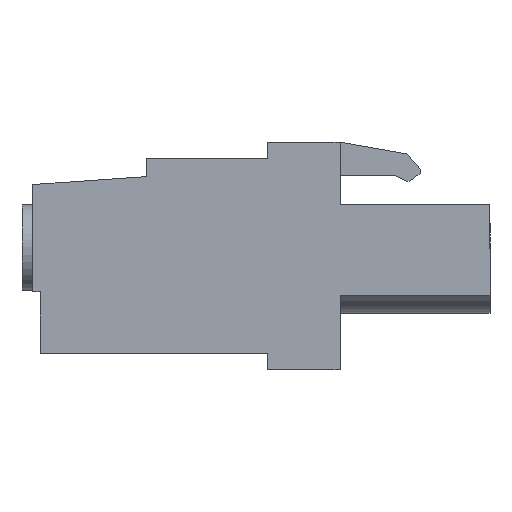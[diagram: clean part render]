
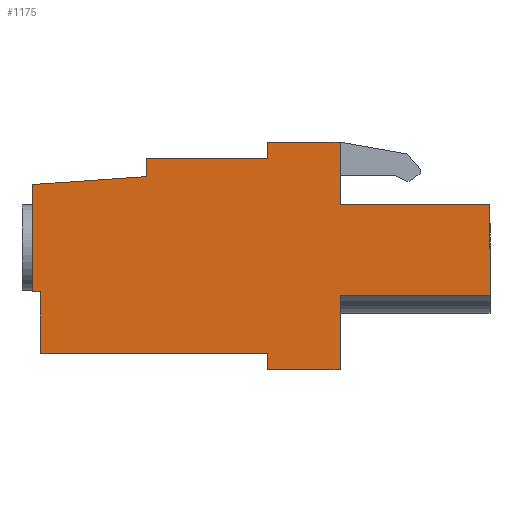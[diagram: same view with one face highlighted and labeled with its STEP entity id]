
A CAD part, left-side view. The second image highlights one B-rep face of the part: STEP entity #1175.
In plain terms, the highlighted planar face has unit normal (-1, 0, 0).
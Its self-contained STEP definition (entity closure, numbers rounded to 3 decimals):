
#2 = VECTOR ( 'NONE', #303, 1000. ) ;
#6 = DIRECTION ( 'NONE',  ( 0., 1., 0. ) ) ;
#14 = ORIENTED_EDGE ( 'NONE', *, *, #3955, .F. ) ;
#44 = EDGE_CURVE ( 'NONE', #3639, #4019, #1425, .T. ) ;
#94 = EDGE_CURVE ( 'NONE', #4060, #1705, #4016, .T. ) ;
#107 = CARTESIAN_POINT ( 'NONE',  ( 0., 16.6, -8.235 ) ) ;
#160 = DIRECTION ( 'NONE',  ( 0., 0., -1. ) ) ;
#165 = VECTOR ( 'NONE', #3205, 1000. ) ;
#185 = EDGE_CURVE ( 'NONE', #2603, #4166, #627, .T. ) ;
#192 = FACE_OUTER_BOUND ( 'NONE', #2005, .T. ) ;
#206 = CARTESIAN_POINT ( 'NONE',  ( 0., 4., 2.555 ) ) ;
#212 = LINE ( 'NONE', #647, #2 ) ;
#251 = VECTOR ( 'NONE', #3994, 1000. ) ;
#258 = DIRECTION ( 'NONE',  ( 0., -1., 0. ) ) ;
#292 = VERTEX_POINT ( 'NONE', #954 ) ;
#303 = DIRECTION ( 'NONE',  ( 0., -1., 0. ) ) ;
#344 = CARTESIAN_POINT ( 'NONE',  ( 0., 16.6, -8.235 ) ) ;
#369 = CARTESIAN_POINT ( 'NONE',  ( 0., 17., 1.115 ) ) ;
#421 = VECTOR ( 'NONE', #1534, 1000. ) ;
#499 = EDGE_CURVE ( 'NONE', #1937, #3102, #3668, .T. ) ;
#517 = CARTESIAN_POINT ( 'NONE',  ( 0., 0., 0. ) ) ;
#528 = VECTOR ( 'NONE', #258, 1000. ) ;
#557 = VECTOR ( 'NONE', #6, 1000. ) ;
#627 = LINE ( 'NONE', #1159, #1421 ) ;
#637 = CARTESIAN_POINT ( 'NONE',  ( 0., 4., -9.14 ) ) ;
#647 = CARTESIAN_POINT ( 'NONE',  ( 0., -8.3, 0. ) ) ;
#658 = DIRECTION ( 'NONE',  ( 0., 0., 1. ) ) ;
#800 = LINE ( 'NONE', #1673, #4164 ) ;
#902 = CARTESIAN_POINT ( 'NONE',  ( 0., 17., 1.115 ) ) ;
#922 = CARTESIAN_POINT ( 'NONE',  ( 0., 4., 3.46 ) ) ;
#954 = CARTESIAN_POINT ( 'NONE',  ( 0., 4., -9.14 ) ) ;
#956 = DIRECTION ( 'NONE',  ( 0., 0., 1. ) ) ;
#975 = DIRECTION ( 'NONE',  ( 0., 0., 1. ) ) ;
#1007 = ORIENTED_EDGE ( 'NONE', *, *, #1780, .F. ) ;
#1013 = EDGE_CURVE ( 'NONE', #1443, #1937, #4192, .T. ) ;
#1022 = VECTOR ( 'NONE', #2679, 1000. ) ;
#1023 = DIRECTION ( 'NONE',  ( 0., 1., 0. ) ) ;
#1129 = LINE ( 'NONE', #3328, #1022 ) ;
#1159 = CARTESIAN_POINT ( 'NONE',  ( 0., 16.6, -4.815 ) ) ;
#1175 = ADVANCED_FACE ( 'NONE', ( #192 ), #2915, .F. ) ;
#1180 = LINE ( 'NONE', #206, #165 ) ;
#1213 = VERTEX_POINT ( 'NONE', #3229 ) ;
#1241 = ORIENTED_EDGE ( 'NONE', *, *, #3304, .F. ) ;
#1300 = CARTESIAN_POINT ( 'NONE',  ( 0., 17., -4.815 ) ) ;
#1322 = DIRECTION ( 'NONE',  ( 0., 1., 0. ) ) ;
#1336 = LINE ( 'NONE', #637, #2231 ) ;
#1421 = VECTOR ( 'NONE', #2485, 1000. ) ;
#1425 = LINE ( 'NONE', #4112, #528 ) ;
#1437 = DIRECTION ( 'NONE',  ( 0., 1., 0. ) ) ;
#1443 = VERTEX_POINT ( 'NONE', #4006 ) ;
#1450 = LINE ( 'NONE', #107, #557 ) ;
#1534 = DIRECTION ( 'NONE',  ( 0., 0., -1. ) ) ;
#1541 = CARTESIAN_POINT ( 'NONE',  ( 0., 10.7, 2.555 ) ) ;
#1550 = ORIENTED_EDGE ( 'NONE', *, *, #4014, .F. ) ;
#1583 = ORIENTED_EDGE ( 'NONE', *, *, #185, .F. ) ;
#1592 = ORIENTED_EDGE ( 'NONE', *, *, #1013, .F. ) ;
#1632 = CARTESIAN_POINT ( 'NONE',  ( 0., 10.7, 2.555 ) ) ;
#1650 = AXIS2_PLACEMENT_3D ( 'NONE', #517, #3608, #3568 ) ;
#1652 = ORIENTED_EDGE ( 'NONE', *, *, #3529, .F. ) ;
#1673 = CARTESIAN_POINT ( 'NONE',  ( 0., 4., -8.235 ) ) ;
#1705 = VERTEX_POINT ( 'NONE', #1894 ) ;
#1764 = VERTEX_POINT ( 'NONE', #1541 ) ;
#1780 = EDGE_CURVE ( 'NONE', #4166, #1443, #3791, .T. ) ;
#1894 = CARTESIAN_POINT ( 'NONE',  ( 0., 0., -9.14 ) ) ;
#1920 = EDGE_CURVE ( 'NONE', #4158, #2603, #1450, .T. ) ;
#1937 = VERTEX_POINT ( 'NONE', #369 ) ;
#2005 = EDGE_LOOP ( 'NONE', ( #14, #1652, #3297, #3207, #1241, #2674, #4057, #1592, #1007, #1583, #2589, #2992, #2311, #4172, #1550, #3836 ) ) ;
#2087 = CARTESIAN_POINT ( 'NONE',  ( 0., 10.7, 1.555 ) ) ;
#2104 = CARTESIAN_POINT ( 'NONE',  ( 0., 4., 3.46 ) ) ;
#2122 = CARTESIAN_POINT ( 'NONE',  ( 0., 4., -8.235 ) ) ;
#2168 = VERTEX_POINT ( 'NONE', #3122 ) ;
#2231 = VECTOR ( 'NONE', #1322, 1000. ) ;
#2288 = CARTESIAN_POINT ( 'NONE',  ( 0., -8.3, 0. ) ) ;
#2299 = CARTESIAN_POINT ( 'NONE',  ( 0., -8.3, -5. ) ) ;
#2311 = ORIENTED_EDGE ( 'NONE', *, *, #3470, .F. ) ;
#2376 = CARTESIAN_POINT ( 'NONE',  ( 0., 0., -5. ) ) ;
#2393 = VECTOR ( 'NONE', #658, 1000. ) ;
#2465 = CARTESIAN_POINT ( 'NONE',  ( 0., 16.6, -4.815 ) ) ;
#2485 = DIRECTION ( 'NONE',  ( 0., 0., 1. ) ) ;
#2490 = VECTOR ( 'NONE', #1023, 1000. ) ;
#2510 = EDGE_CURVE ( 'NONE', #1213, #3639, #2685, .T. ) ;
#2531 = CARTESIAN_POINT ( 'NONE',  ( 0., -8.3, -5. ) ) ;
#2589 = ORIENTED_EDGE ( 'NONE', *, *, #1920, .F. ) ;
#2603 = VERTEX_POINT ( 'NONE', #344 ) ;
#2669 = CARTESIAN_POINT ( 'NONE',  ( 0., 0., 3.46 ) ) ;
#2674 = ORIENTED_EDGE ( 'NONE', *, *, #2917, .F. ) ;
#2679 = DIRECTION ( 'NONE',  ( 0., 0., -1. ) ) ;
#2685 = LINE ( 'NONE', #922, #3448 ) ;
#2709 = CARTESIAN_POINT ( 'NONE',  ( 0., 10.7, 1.555 ) ) ;
#2876 = CARTESIAN_POINT ( 'NONE',  ( 0., 0., -9.14 ) ) ;
#2915 = PLANE ( 'NONE',  #1650 ) ;
#2917 = EDGE_CURVE ( 'NONE', #3102, #1764, #3240, .T. ) ;
#2988 = CARTESIAN_POINT ( 'NONE',  ( 0., 0., -5. ) ) ;
#2992 = ORIENTED_EDGE ( 'NONE', *, *, #3984, .F. ) ;
#3102 = VERTEX_POINT ( 'NONE', #2709 ) ;
#3122 = CARTESIAN_POINT ( 'NONE',  ( 0., 0., 0. ) ) ;
#3205 = DIRECTION ( 'NONE',  ( 0., -1., 0. ) ) ;
#3207 = ORIENTED_EDGE ( 'NONE', *, *, #2510, .F. ) ;
#3216 = EDGE_CURVE ( 'NONE', #3872, #3901, #4082, .T. ) ;
#3229 = CARTESIAN_POINT ( 'NONE',  ( 0., 4., 2.555 ) ) ;
#3238 = VECTOR ( 'NONE', #160, 1000. ) ;
#3240 = LINE ( 'NONE', #1632, #2393 ) ;
#3297 = ORIENTED_EDGE ( 'NONE', *, *, #44, .F. ) ;
#3304 = EDGE_CURVE ( 'NONE', #1764, #1213, #1180, .T. ) ;
#3328 = CARTESIAN_POINT ( 'NONE',  ( 0., 0., 0. ) ) ;
#3355 = VECTOR ( 'NONE', #956, 1000. ) ;
#3448 = VECTOR ( 'NONE', #975, 1000. ) ;
#3470 = EDGE_CURVE ( 'NONE', #1705, #292, #1336, .T. ) ;
#3529 = EDGE_CURVE ( 'NONE', #4019, #2168, #1129, .T. ) ;
#3568 = DIRECTION ( 'NONE',  ( 0., 0., -1. ) ) ;
#3608 = DIRECTION ( 'NONE',  ( 1., 0., 0. ) ) ;
#3639 = VERTEX_POINT ( 'NONE', #2104 ) ;
#3668 = LINE ( 'NONE', #2087, #251 ) ;
#3791 = LINE ( 'NONE', #1300, #3889 ) ;
#3836 = ORIENTED_EDGE ( 'NONE', *, *, #3216, .F. ) ;
#3872 = VERTEX_POINT ( 'NONE', #2288 ) ;
#3889 = VECTOR ( 'NONE', #1437, 1000. ) ;
#3901 = VERTEX_POINT ( 'NONE', #2299 ) ;
#3955 = EDGE_CURVE ( 'NONE', #2168, #3872, #212, .T. ) ;
#3984 = EDGE_CURVE ( 'NONE', #292, #4158, #800, .T. ) ;
#3994 = DIRECTION ( 'NONE',  ( 0., -0.998, 0.07 ) ) ;
#4006 = CARTESIAN_POINT ( 'NONE',  ( 0., 17., -4.815 ) ) ;
#4014 = EDGE_CURVE ( 'NONE', #3901, #4060, #4073, .T. ) ;
#4016 = LINE ( 'NONE', #2876, #421 ) ;
#4019 = VERTEX_POINT ( 'NONE', #2669 ) ;
#4057 = ORIENTED_EDGE ( 'NONE', *, *, #499, .F. ) ;
#4060 = VERTEX_POINT ( 'NONE', #2376 ) ;
#4073 = LINE ( 'NONE', #2988, #2490 ) ;
#4082 = LINE ( 'NONE', #2531, #3238 ) ;
#4112 = CARTESIAN_POINT ( 'NONE',  ( 0., 0., 3.46 ) ) ;
#4158 = VERTEX_POINT ( 'NONE', #2122 ) ;
#4164 = VECTOR ( 'NONE', #4241, 1000. ) ;
#4166 = VERTEX_POINT ( 'NONE', #2465 ) ;
#4172 = ORIENTED_EDGE ( 'NONE', *, *, #94, .F. ) ;
#4192 = LINE ( 'NONE', #902, #3355 ) ;
#4241 = DIRECTION ( 'NONE',  ( 0., 0., 1. ) ) ;
